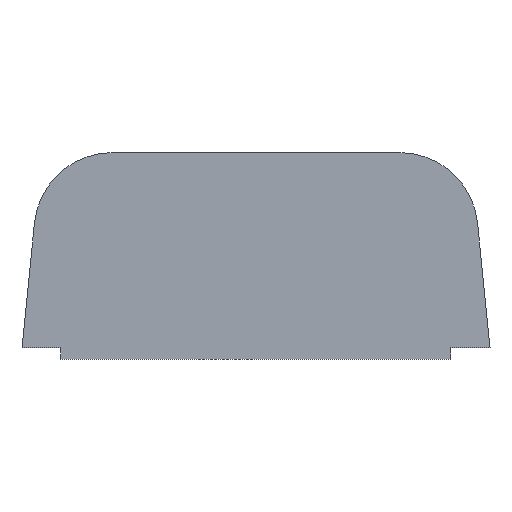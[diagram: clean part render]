
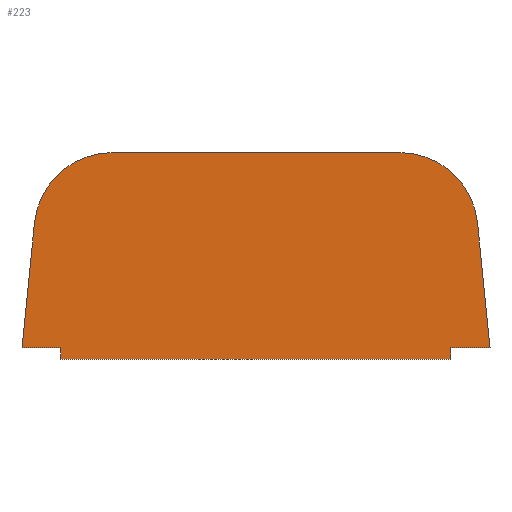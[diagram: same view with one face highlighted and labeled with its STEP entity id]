
A CAD part, front view. The second image highlights one B-rep face of the part: STEP entity #223.
In plain terms, the highlighted planar face has unit normal (0, -1, 0).
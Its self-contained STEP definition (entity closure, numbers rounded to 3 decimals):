
#20=PLANE('',#239);
#31=FACE_OUTER_BOUND('',#43,.T.);
#43=EDGE_LOOP('',(#167,#168,#169,#170,#171,#172,#173,#174,#175,#176));
#55=LINE('',#323,#81);
#58=LINE('',#329,#84);
#59=LINE('',#333,#85);
#60=LINE('',#335,#86);
#61=LINE('',#337,#87);
#62=LINE('',#339,#88);
#63=LINE('',#341,#89);
#64=LINE('',#342,#90);
#81=VECTOR('',#263,0.321);
#84=VECTOR('',#268,0.738);
#85=VECTOR('',#271,0.321);
#86=VECTOR('',#272,0.1);
#87=VECTOR('',#273,0.03);
#88=VECTOR('',#274,1.);
#89=VECTOR('',#275,0.03);
#90=VECTOR('',#276,0.1);
#105=CIRCLE('',#236,0.2);
#107=CIRCLE('',#240,0.2);
#109=VERTEX_POINT('',#313);
#110=VERTEX_POINT('',#314);
#113=VERTEX_POINT('',#322);
#115=VERTEX_POINT('',#328);
#116=VERTEX_POINT('',#330);
#117=VERTEX_POINT('',#332);
#118=VERTEX_POINT('',#334);
#119=VERTEX_POINT('',#336);
#120=VERTEX_POINT('',#338);
#121=VERTEX_POINT('',#340);
#129=EDGE_CURVE('',#109,#110,#105,.T.);
#133=EDGE_CURVE('',#113,#110,#55,.T.);
#136=EDGE_CURVE('',#109,#115,#58,.T.);
#137=EDGE_CURVE('',#116,#115,#107,.T.);
#138=EDGE_CURVE('',#117,#116,#59,.T.);
#139=EDGE_CURVE('',#118,#117,#60,.T.);
#140=EDGE_CURVE('',#119,#118,#61,.T.);
#141=EDGE_CURVE('',#120,#119,#62,.T.);
#142=EDGE_CURVE('',#120,#121,#63,.T.);
#143=EDGE_CURVE('',#113,#121,#64,.T.);
#167=ORIENTED_EDGE('',*,*,#129,.F.);
#168=ORIENTED_EDGE('',*,*,#136,.T.);
#169=ORIENTED_EDGE('',*,*,#137,.F.);
#170=ORIENTED_EDGE('',*,*,#138,.F.);
#171=ORIENTED_EDGE('',*,*,#139,.F.);
#172=ORIENTED_EDGE('',*,*,#140,.F.);
#173=ORIENTED_EDGE('',*,*,#141,.F.);
#174=ORIENTED_EDGE('',*,*,#142,.T.);
#175=ORIENTED_EDGE('',*,*,#143,.F.);
#176=ORIENTED_EDGE('',*,*,#133,.T.);
#223=ADVANCED_FACE('',(#31),#20,.F.);
#236=AXIS2_PLACEMENT_3D('',#315,#255,#256);
#239=AXIS2_PLACEMENT_3D('',#327,#266,#267);
#240=AXIS2_PLACEMENT_3D('',#331,#269,#270);
#255=DIRECTION('center_axis',(0.,1.,0.));
#256=DIRECTION('ref_axis',(0.671,0.,0.741));
#263=DIRECTION('',(-0.1,0.,0.995));
#266=DIRECTION('center_axis',(0.,1.,0.));
#267=DIRECTION('ref_axis',(0.,0.,1.));
#268=DIRECTION('',(-1.,0.,0.));
#269=DIRECTION('center_axis',(0.,1.,0.));
#270=DIRECTION('ref_axis',(-0.671,0.,0.741));
#271=DIRECTION('',(0.1,0.,0.995));
#272=DIRECTION('',(-1.,0.,0.));
#273=DIRECTION('',(0.,0.,1.));
#274=DIRECTION('',(-1.,0.,0.));
#275=DIRECTION('',(0.,0.,1.));
#276=DIRECTION('',(-1.,0.,0.));
#313=CARTESIAN_POINT('',(0.369,-0.4,0.65));
#314=CARTESIAN_POINT('',(0.568,-0.4,0.47));
#315=CARTESIAN_POINT('Origin',(0.369,-0.4,0.45));
#322=CARTESIAN_POINT('',(0.6,-0.4,0.15));
#323=CARTESIAN_POINT('',(0.6,-0.4,0.15));
#327=CARTESIAN_POINT('Origin',(0.6,-0.4,0.15));
#328=CARTESIAN_POINT('',(-0.369,-0.4,0.65));
#329=CARTESIAN_POINT('',(-0.55,-0.4,0.65));
#330=CARTESIAN_POINT('',(-0.568,-0.4,0.47));
#331=CARTESIAN_POINT('Origin',(-0.369,-0.4,0.45));
#332=CARTESIAN_POINT('',(-0.6,-0.4,0.15));
#333=CARTESIAN_POINT('',(-0.6,-0.4,0.15));
#334=CARTESIAN_POINT('',(-0.5,-0.4,0.15));
#335=CARTESIAN_POINT('',(0.6,-0.4,0.15));
#336=CARTESIAN_POINT('',(-0.5,-0.4,0.12));
#337=CARTESIAN_POINT('',(-0.5,-0.4,0.135));
#338=CARTESIAN_POINT('',(0.5,-0.4,0.12));
#339=CARTESIAN_POINT('',(0.,-0.4,0.12));
#340=CARTESIAN_POINT('',(0.5,-0.4,0.15));
#341=CARTESIAN_POINT('',(0.5,-0.4,0.135));
#342=CARTESIAN_POINT('',(0.6,-0.4,0.15));
